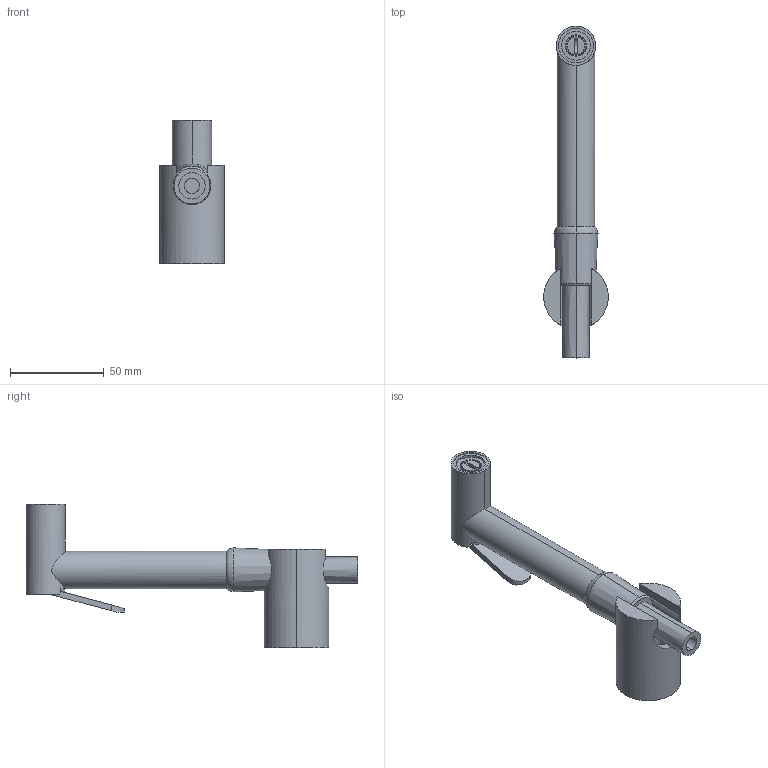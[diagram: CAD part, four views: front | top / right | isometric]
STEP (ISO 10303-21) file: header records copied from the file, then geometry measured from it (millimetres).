
FILE_DESCRIPTION((''),'2;1');
FILE_NAME('ZDUP114CRAG','2021-11-15T10:06:53',('ut3'),('PAFFONI SpA'),'CREO PARAMETRIC BY PTC INC, 2020044','CREO PARAMETRIC BY PTC INC, 2020044','');
FILE_SCHEMA(('CONFIG_CONTROL_DESIGN','SHAPE_APPEARANCE_LAYERS_GROUPS'));
Length unit declared in the file: millimetre
Products named in the file (1): ZDUP114CRAG
Bounding box: 34.5 x 177.2 x 76.5 mm (x, y, z)
Volume: 52626.4 mm3; surface area: 41332.4 mm2
Topology: 1 solids, 1 shells, 263 faces, 726 edges, 483 vertices
Faces by surface type: cylinder 122, plane 65, bspline 30, torus 24, cone 22
Entity records: 19328 total; most frequent: CARTESIAN_POINT 10845, ORIENTED_EDGE 1452, DIRECTION 1228, EDGE_CURVE 726, AXIS2_PLACEMENT_3D 487, VERTEX_POINT 483, EDGE_LOOP 335, FILL_AREA_STYLE_COLOUR 268
